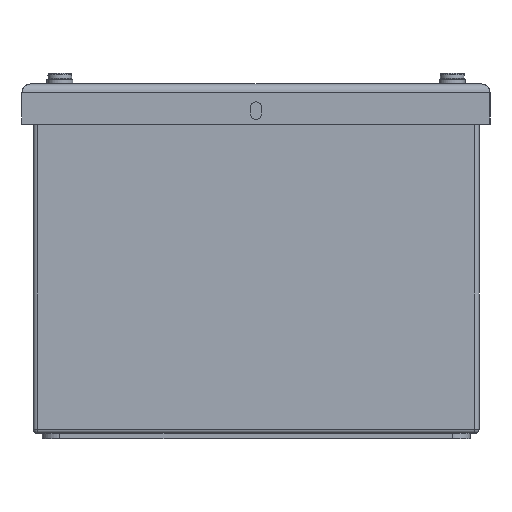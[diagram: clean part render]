
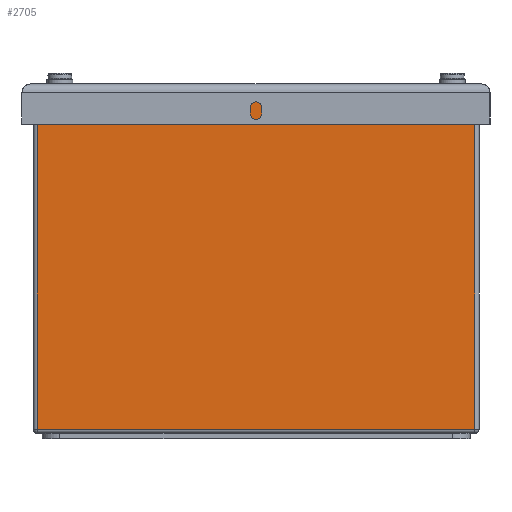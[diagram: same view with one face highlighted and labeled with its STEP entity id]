
A CAD part, left-side view. The second image highlights one B-rep face of the part: STEP entity #2705.
In plain terms, the highlighted planar face has unit normal (-1, 0, 0).
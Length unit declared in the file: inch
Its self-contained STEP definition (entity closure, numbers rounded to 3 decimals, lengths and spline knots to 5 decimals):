
#251 = CARTESIAN_POINT ( 'NONE',  ( 0., 0.06, 0.06 ) ) ;
#392 = EDGE_CURVE ( 'NONE', #15705, #18214, #6933, .T. ) ;
#1530 = ORIENTED_EDGE ( 'NONE', *, *, #16570, .F. ) ;
#1533 = VERTEX_POINT ( 'NONE', #3327 ) ;
#1610 = VECTOR ( 'NONE', #23437, 39.37008 ) ;
#2562 = DIRECTION ( 'NONE',  ( 0., 1., 0. ) ) ;
#2705 = ADVANCED_FACE ( 'NONE', ( #6085 ), #20166, .F. ) ;
#3327 = CARTESIAN_POINT ( 'NONE',  ( 0., 0.06, 4.69 ) ) ;
#4646 = CARTESIAN_POINT ( 'NONE',  ( 0., 6.19, 4.75 ) ) ;
#4686 = CARTESIAN_POINT ( 'NONE',  ( 0., 6.19, 4.69 ) ) ;
#5161 = VECTOR ( 'NONE', #18036, 39.37008 ) ;
#5279 = ORIENTED_EDGE ( 'NONE', *, *, #26981, .T. ) ;
#6085 = FACE_OUTER_BOUND ( 'NONE', #26470, .T. ) ;
#6181 = CARTESIAN_POINT ( 'NONE',  ( 0., 6.19, 0.06 ) ) ;
#6462 = VERTEX_POINT ( 'NONE', #251 ) ;
#6933 = LINE ( 'NONE', #4646, #1610 ) ;
#8399 = ORIENTED_EDGE ( 'NONE', *, *, #16214, .T. ) ;
#13071 = AXIS2_PLACEMENT_3D ( 'NONE', #15791, #20625, #25055 ) ;
#15705 = VERTEX_POINT ( 'NONE', #18954 ) ;
#15791 = CARTESIAN_POINT ( 'NONE',  ( 0., 6.19, 4.75 ) ) ;
#16214 = EDGE_CURVE ( 'NONE', #1533, #15705, #30083, .T. ) ;
#16570 = EDGE_CURVE ( 'NONE', #1533, #6462, #24500, .T. ) ;
#16870 = VECTOR ( 'NONE', #18239, 39.37008 ) ;
#17876 = CARTESIAN_POINT ( 'NONE',  ( 0., 6.19, 0.06 ) ) ;
#18036 = DIRECTION ( 'NONE',  ( 0., -1., 0. ) ) ;
#18214 = VERTEX_POINT ( 'NONE', #6181 ) ;
#18239 = DIRECTION ( 'NONE',  ( 0., 0., -1. ) ) ;
#18954 = CARTESIAN_POINT ( 'NONE',  ( 0., 6.19, 4.69 ) ) ;
#19254 = VECTOR ( 'NONE', #2562, 39.37008 ) ;
#20166 = PLANE ( 'NONE',  #13071 ) ;
#20625 = DIRECTION ( 'NONE',  ( 1., 0., 0. ) ) ;
#23437 = DIRECTION ( 'NONE',  ( 0., 0., -1. ) ) ;
#24500 = LINE ( 'NONE', #26931, #16870 ) ;
#24889 = LINE ( 'NONE', #17876, #5161 ) ;
#25055 = DIRECTION ( 'NONE',  ( 0., 1., 0. ) ) ;
#26470 = EDGE_LOOP ( 'NONE', ( #1530, #8399, #26616, #5279 ) ) ;
#26616 = ORIENTED_EDGE ( 'NONE', *, *, #392, .T. ) ;
#26931 = CARTESIAN_POINT ( 'NONE',  ( 0., 0.06, 4.75 ) ) ;
#26981 = EDGE_CURVE ( 'NONE', #18214, #6462, #24889, .T. ) ;
#30083 = LINE ( 'NONE', #4686, #19254 ) ;
